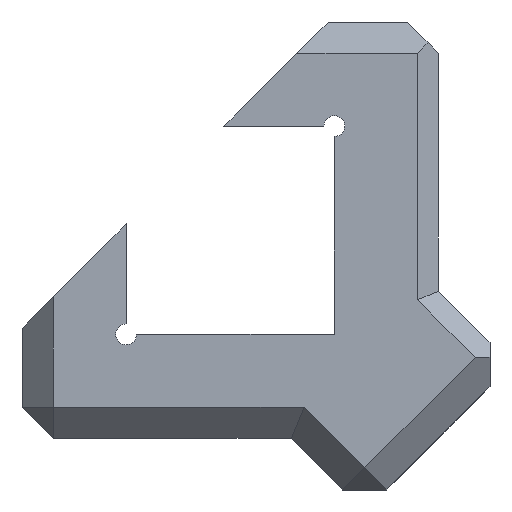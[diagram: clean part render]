
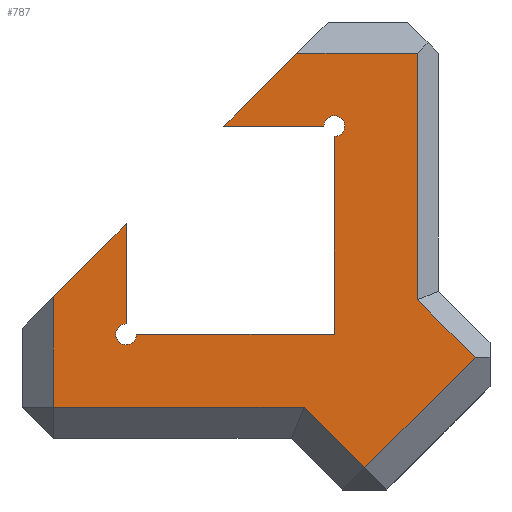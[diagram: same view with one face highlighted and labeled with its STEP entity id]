
A CAD part, front view. The second image highlights one B-rep face of the part: STEP entity #787.
In plain terms, the highlighted planar face has unit normal (0, -1, 0).
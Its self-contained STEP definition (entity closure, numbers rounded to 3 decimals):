
#50=PLANE('',#850);
#90=FACE_OUTER_BOUND('',#135,.T.);
#135=EDGE_LOOP('',(#661,#662,#663,#664,#665,#666,#667,#668,#669,#670,#671,
#672,#673,#674,#675));
#160=LINE('',#1103,#256);
#167=LINE('',#1118,#263);
#169=LINE('',#1122,#265);
#181=LINE('',#1146,#277);
#189=LINE('',#1162,#285);
#222=LINE('',#1226,#318);
#229=LINE('',#1241,#325);
#231=LINE('',#1244,#327);
#234=LINE('',#1250,#330);
#238=LINE('',#1257,#334);
#239=LINE('',#1259,#335);
#240=LINE('',#1262,#336);
#241=LINE('',#1265,#337);
#256=VECTOR('',#890,10.);
#263=VECTOR('',#899,10.);
#265=VECTOR('',#903,10.);
#277=VECTOR('',#923,10.);
#285=VECTOR('',#935,10.);
#318=VECTOR('',#994,10.);
#325=VECTOR('',#1009,10.);
#327=VECTOR('',#1013,10.);
#330=VECTOR('',#1020,10.);
#334=VECTOR('',#1026,10.);
#335=VECTOR('',#1027,10.);
#336=VECTOR('',#1030,10.);
#337=VECTOR('',#1033,10.);
#351=CIRCLE('',#851,1.);
#352=CIRCLE('',#852,1.);
#364=VERTEX_POINT('',#1100);
#365=VERTEX_POINT('',#1102);
#371=VERTEX_POINT('',#1115);
#372=VERTEX_POINT('',#1117);
#373=VERTEX_POINT('',#1121);
#381=VERTEX_POINT('',#1145);
#383=VERTEX_POINT('',#1151);
#386=VERTEX_POINT('',#1158);
#405=VERTEX_POINT('',#1224);
#409=VERTEX_POINT('',#1240);
#410=VERTEX_POINT('',#1249);
#412=VERTEX_POINT('',#1256);
#413=VERTEX_POINT('',#1258);
#414=VERTEX_POINT('',#1261);
#415=VERTEX_POINT('',#1263);
#431=EDGE_CURVE('',#364,#365,#160,.T.);
#438=EDGE_CURVE('',#371,#372,#167,.T.);
#440=EDGE_CURVE('',#372,#373,#169,.T.);
#452=EDGE_CURVE('',#373,#381,#181,.T.);
#460=EDGE_CURVE('',#383,#386,#189,.T.);
#493=EDGE_CURVE('',#405,#371,#222,.T.);
#500=EDGE_CURVE('',#381,#409,#229,.T.);
#502=EDGE_CURVE('',#409,#383,#231,.T.);
#505=EDGE_CURVE('',#386,#410,#234,.T.);
#509=EDGE_CURVE('',#412,#405,#238,.T.);
#510=EDGE_CURVE('',#413,#412,#239,.T.);
#511=EDGE_CURVE('',#413,#365,#351,.T.);
#512=EDGE_CURVE('',#414,#364,#240,.T.);
#513=EDGE_CURVE('',#414,#415,#352,.T.);
#514=EDGE_CURVE('',#410,#415,#241,.T.);
#661=ORIENTED_EDGE('',*,*,#438,.F.);
#662=ORIENTED_EDGE('',*,*,#493,.F.);
#663=ORIENTED_EDGE('',*,*,#509,.F.);
#664=ORIENTED_EDGE('',*,*,#510,.F.);
#665=ORIENTED_EDGE('',*,*,#511,.T.);
#666=ORIENTED_EDGE('',*,*,#431,.F.);
#667=ORIENTED_EDGE('',*,*,#512,.F.);
#668=ORIENTED_EDGE('',*,*,#513,.T.);
#669=ORIENTED_EDGE('',*,*,#514,.F.);
#670=ORIENTED_EDGE('',*,*,#505,.F.);
#671=ORIENTED_EDGE('',*,*,#460,.F.);
#672=ORIENTED_EDGE('',*,*,#502,.F.);
#673=ORIENTED_EDGE('',*,*,#500,.F.);
#674=ORIENTED_EDGE('',*,*,#452,.F.);
#675=ORIENTED_EDGE('',*,*,#440,.F.);
#787=ADVANCED_FACE('',(#90),#50,.F.);
#850=AXIS2_PLACEMENT_3D('',#1255,#1024,#1025);
#851=AXIS2_PLACEMENT_3D('',#1260,#1028,#1029);
#852=AXIS2_PLACEMENT_3D('',#1264,#1031,#1032);
#890=DIRECTION('',(0.,0.,1.));
#899=DIRECTION('',(0.,0.,-1.));
#903=DIRECTION('',(0.707,0.,-0.707));
#923=DIRECTION('',(-0.707,0.,-0.707));
#935=DIRECTION('',(0.,0.,1.));
#994=DIRECTION('',(1.,0.,0.));
#1009=DIRECTION('',(-0.707,0.,0.707));
#1013=DIRECTION('',(-1.,0.,0.));
#1020=DIRECTION('',(0.707,0.,0.707));
#1024=DIRECTION('center_axis',(0.,1.,0.));
#1025=DIRECTION('ref_axis',(1.,0.,0.));
#1026=DIRECTION('',(0.707,0.,0.707));
#1027=DIRECTION('',(-1.,0.,0.));
#1028=DIRECTION('center_axis',(0.,1.,0.));
#1029=DIRECTION('ref_axis',(1.,0.,0.));
#1030=DIRECTION('',(1.,0.,0.));
#1031=DIRECTION('center_axis',(0.,1.,0.));
#1032=DIRECTION('ref_axis',(1.,0.,0.));
#1033=DIRECTION('',(0.,0.,-1.));
#1100=CARTESIAN_POINT('',(10.,0.,-10.));
#1102=CARTESIAN_POINT('',(10.,0.,9.));
#1103=CARTESIAN_POINT('',(10.,0.,-10.));
#1115=CARTESIAN_POINT('',(18.,0.,17.));
#1117=CARTESIAN_POINT('',(18.,0.,-6.686));
#1118=CARTESIAN_POINT('',(18.,0.,10.));
#1121=CARTESIAN_POINT('',(23.536,0.,-12.222));
#1122=CARTESIAN_POINT('',(15.657,0.,-4.343));
#1145=CARTESIAN_POINT('',(12.929,0.,-22.828));
#1146=CARTESIAN_POINT('',(17.879,0.,-17.879));
#1151=CARTESIAN_POINT('',(-17.,0.,-17.));
#1158=CARTESIAN_POINT('',(-17.,0.,-6.393));
#1162=CARTESIAN_POINT('',(-17.,0.,-10.));
#1224=CARTESIAN_POINT('',(6.393,0.,17.));
#1226=CARTESIAN_POINT('',(-10.,0.,17.));
#1240=CARTESIAN_POINT('',(7.101,0.,-17.));
#1241=CARTESIAN_POINT('',(5.05,0.,-14.95));
#1244=CARTESIAN_POINT('',(10.,0.,-17.));
#1249=CARTESIAN_POINT('',(-10.,0.,0.607));
#1250=CARTESIAN_POINT('',(-5.303,0.,5.303));
#1255=CARTESIAN_POINT('Origin',(0.,0.,0.));
#1256=CARTESIAN_POINT('',(-0.607,0.,10.));
#1257=CARTESIAN_POINT('',(-5.303,0.,5.303));
#1258=CARTESIAN_POINT('',(9.,0.,10.));
#1259=CARTESIAN_POINT('',(10.,0.,10.));
#1260=CARTESIAN_POINT('Origin',(10.,0.,10.));
#1261=CARTESIAN_POINT('',(-9.,0.,-10.));
#1262=CARTESIAN_POINT('',(-10.,0.,-10.));
#1263=CARTESIAN_POINT('',(-10.,0.,-9.));
#1264=CARTESIAN_POINT('Origin',(-10.,0.,-10.));
#1265=CARTESIAN_POINT('',(-10.,0.,10.));
